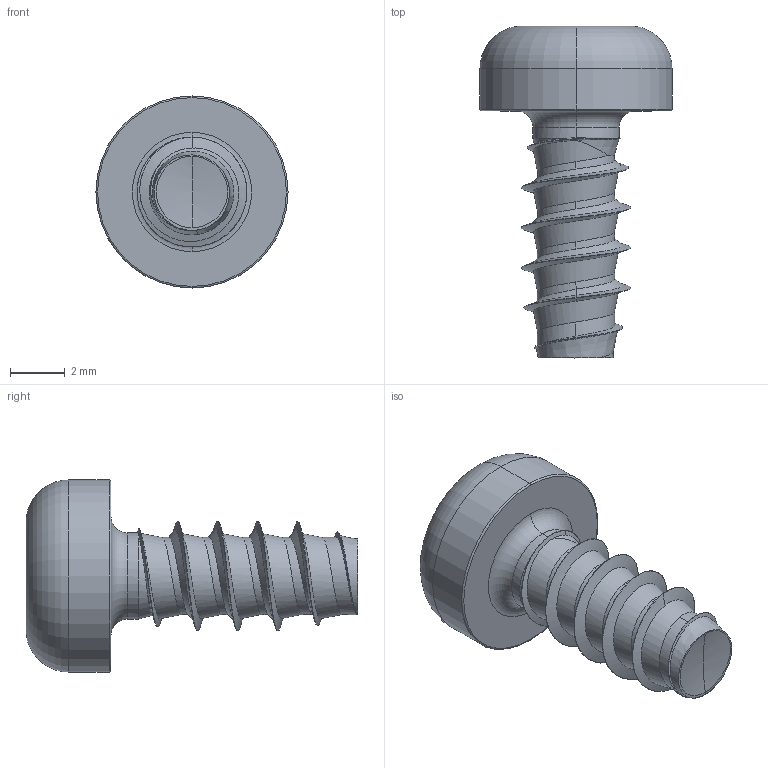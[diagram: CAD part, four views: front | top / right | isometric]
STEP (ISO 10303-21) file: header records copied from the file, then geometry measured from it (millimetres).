
FILE_DESCRIPTION (( 'STEP AP203' ), '1' );
FILE_NAME ('STP390400090.STEP', '2017-08-15T19:36:13', ( '' ), ( '' ), 'SwSTEP 2.0', 'SolidWorks 2015', '' );
FILE_SCHEMA (( 'CONFIG_CONTROL_DESIGN' ));
Length unit declared in the file: millimetre
Products named in the file (1): STP390400090
Bounding box: 7 x 12.09 x 7 mm (x, y, z)
Volume: 155.4 mm3; surface area: 270.4 mm2
Topology: 1 solids, 1 shells, 88 faces, 215 edges, 129 vertices
Faces by surface type: cylinder 35, bspline 35, cone 8, torus 6, sphere 2, plane 2
Entity records: 14617 total; most frequent: CARTESIAN_POINT 12811, ORIENTED_EDGE 426, DIRECTION 267, EDGE_CURVE 213, VERTEX_POINT 129, AXIS2_PLACEMENT_3D 110, B_SPLINE_CURVE_WITH_KNOTS 99, EDGE_LOOP 90
